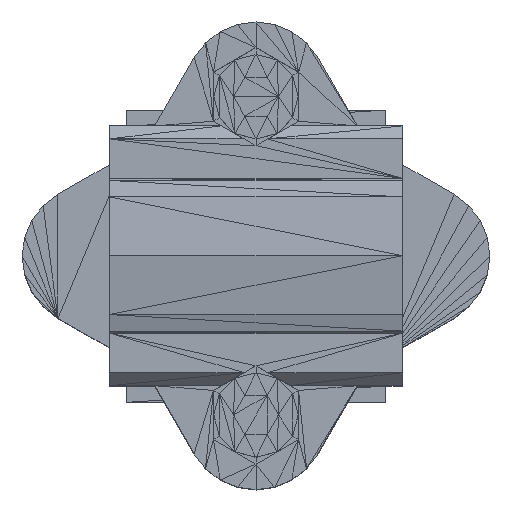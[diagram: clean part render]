
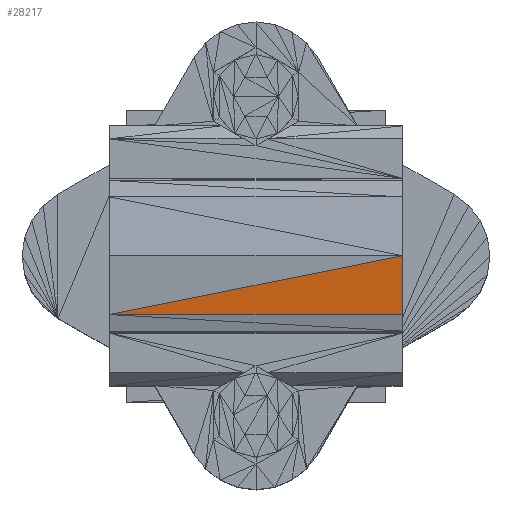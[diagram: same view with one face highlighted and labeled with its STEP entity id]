
A CAD part, top view. The second image highlights one B-rep face of the part: STEP entity #28217.
In plain terms, the highlighted planar face has unit normal (0, -0.131, 0.991).
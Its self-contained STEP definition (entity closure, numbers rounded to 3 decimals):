
#23448 = VERTEX_POINT('',#23449);
#23449 = CARTESIAN_POINT('',(0.456,-0.184,
    0.838));
#23463 = PLANE('',#23464);
#23464 = AXIS2_PLACEMENT_3D('',#23465,#23466,#23467);
#23465 = CARTESIAN_POINT('',(0.456,0.064,
    0.781));
#23466 = DIRECTION('',(1.,0.,0.));
#23467 = DIRECTION('',(0.,0.,1.));
#23489 = PLANE('',#23490);
#23490 = AXIS2_PLACEMENT_3D('',#23491,#23492,#23493);
#23491 = CARTESIAN_POINT('',(0.013,-0.197,
    0.834));
#23492 = DIRECTION('',(0.,-0.295,
    0.955));
#23493 = DIRECTION('',(0.,0.955,0.295
    ));
#25926 = VERTEX_POINT('',#25927);
#25927 = CARTESIAN_POINT('',(0.456,0.,0.862));
#25978 = EDGE_CURVE('',#25926,#23448,#25979,.T.);
#25979 = SURFACE_CURVE('',#25980,(#25984,#25991),.PCURVE_S1.);
#25980 = LINE('',#25981,#25982);
#25981 = CARTESIAN_POINT('',(0.456,0.,0.862));
#25982 = VECTOR('',#25983,1.);
#25983 = DIRECTION('',(0.,-0.991,-0.131));
#25984 = PCURVE('',#23463,#25985);
#25985 = DEFINITIONAL_REPRESENTATION('',(#25986),#25990);
#25986 = LINE('',#25987,#25988);
#25987 = CARTESIAN_POINT('',(0.081,0.064));
#25988 = VECTOR('',#25989,1.);
#25989 = DIRECTION('',(-0.131,0.991));
#25990 = ( GEOMETRIC_REPRESENTATION_CONTEXT(2) 
PARAMETRIC_REPRESENTATION_CONTEXT() REPRESENTATION_CONTEXT('2D SPACE',''
  ) );
#25991 = PCURVE('',#25992,#25997);
#25992 = PLANE('',#25993);
#25993 = AXIS2_PLACEMENT_3D('',#25994,#25995,#25996);
#25994 = CARTESIAN_POINT('',(0.042,-0.133,
    0.845));
#25995 = DIRECTION('',(0.,-0.131,
    0.991));
#25996 = DIRECTION('',(0.,0.991,0.131));
#25997 = DEFINITIONAL_REPRESENTATION('',(#25998),#26002);
#25998 = LINE('',#25999,#26000);
#25999 = CARTESIAN_POINT('',(0.134,-0.415));
#26000 = VECTOR('',#26001,1.);
#26001 = DIRECTION('',(-1.,0.));
#26002 = ( GEOMETRIC_REPRESENTATION_CONTEXT(2) 
PARAMETRIC_REPRESENTATION_CONTEXT() REPRESENTATION_CONTEXT('2D SPACE',''
  ) );
#26009 = VERTEX_POINT('',#26010);
#26010 = CARTESIAN_POINT('',(-0.456,-0.184,
    0.838));
#26037 = EDGE_CURVE('',#23448,#26009,#26038,.T.);
#26038 = SURFACE_CURVE('',#26039,(#26043,#26050),.PCURVE_S1.);
#26039 = LINE('',#26040,#26041);
#26040 = CARTESIAN_POINT('',(0.456,-0.184,
    0.838));
#26041 = VECTOR('',#26042,1.);
#26042 = DIRECTION('',(-1.,0.,0.));
#26043 = PCURVE('',#23489,#26044);
#26044 = DEFINITIONAL_REPRESENTATION('',(#26045),#26049);
#26045 = LINE('',#26046,#26047);
#26046 = CARTESIAN_POINT('',(0.014,-0.443));
#26047 = VECTOR('',#26048,1.);
#26048 = DIRECTION('',(0.,1.));
#26049 = ( GEOMETRIC_REPRESENTATION_CONTEXT(2) 
PARAMETRIC_REPRESENTATION_CONTEXT() REPRESENTATION_CONTEXT('2D SPACE',''
  ) );
#26050 = PCURVE('',#25992,#26051);
#26051 = DEFINITIONAL_REPRESENTATION('',(#26052),#26056);
#26052 = LINE('',#26053,#26054);
#26053 = CARTESIAN_POINT('',(-0.051,-0.415));
#26054 = VECTOR('',#26055,1.);
#26055 = DIRECTION('',(0.,1.));
#26056 = ( GEOMETRIC_REPRESENTATION_CONTEXT(2) 
PARAMETRIC_REPRESENTATION_CONTEXT() REPRESENTATION_CONTEXT('2D SPACE',''
  ) );
#28217 = ADVANCED_FACE('',(#28218),#25992,.T.);
#28218 = FACE_BOUND('',#28219,.T.);
#28219 = EDGE_LOOP('',(#28220,#28246,#28247));
#28220 = ORIENTED_EDGE('',*,*,#28221,.T.);
#28221 = EDGE_CURVE('',#25926,#26009,#28222,.T.);
#28222 = SURFACE_CURVE('',#28223,(#28227,#28234),.PCURVE_S1.);
#28223 = LINE('',#28224,#28225);
#28224 = CARTESIAN_POINT('',(0.456,0.,0.862));
#28225 = VECTOR('',#28226,1.);
#28226 = DIRECTION('',(-0.98,-0.197,
    -0.026));
#28227 = PCURVE('',#25992,#28228);
#28228 = DEFINITIONAL_REPRESENTATION('',(#28229),#28233);
#28229 = LINE('',#28230,#28231);
#28230 = CARTESIAN_POINT('',(0.134,-0.415));
#28231 = VECTOR('',#28232,1.);
#28232 = DIRECTION('',(-0.199,0.98));
#28233 = ( GEOMETRIC_REPRESENTATION_CONTEXT(2) 
PARAMETRIC_REPRESENTATION_CONTEXT() REPRESENTATION_CONTEXT('2D SPACE',''
  ) );
#28234 = PCURVE('',#28235,#28240);
#28235 = PLANE('',#28236);
#28236 = AXIS2_PLACEMENT_3D('',#28237,#28238,#28239);
#28237 = CARTESIAN_POINT('',(-0.042,-0.051,
    0.856));
#28238 = DIRECTION('',(0.,-0.131,
    0.991));
#28239 = DIRECTION('',(0.,0.991,0.131));
#28240 = DEFINITIONAL_REPRESENTATION('',(#28241),#28245);
#28241 = LINE('',#28242,#28243);
#28242 = CARTESIAN_POINT('',(0.051,-0.498));
#28243 = VECTOR('',#28244,1.);
#28244 = DIRECTION('',(-0.199,0.98));
#28245 = ( GEOMETRIC_REPRESENTATION_CONTEXT(2) 
PARAMETRIC_REPRESENTATION_CONTEXT() REPRESENTATION_CONTEXT('2D SPACE',''
  ) );
#28246 = ORIENTED_EDGE('',*,*,#26037,.F.);
#28247 = ORIENTED_EDGE('',*,*,#25978,.F.);
